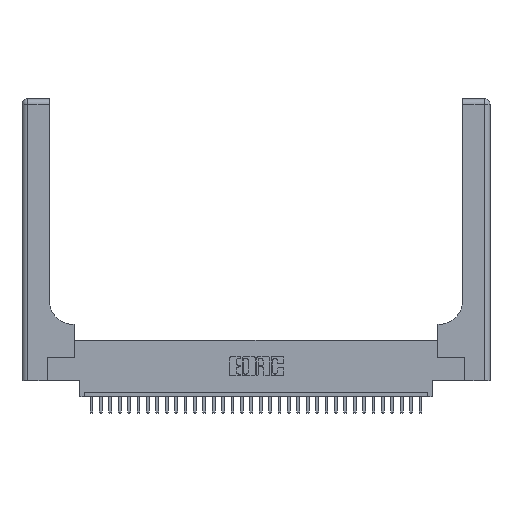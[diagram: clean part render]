
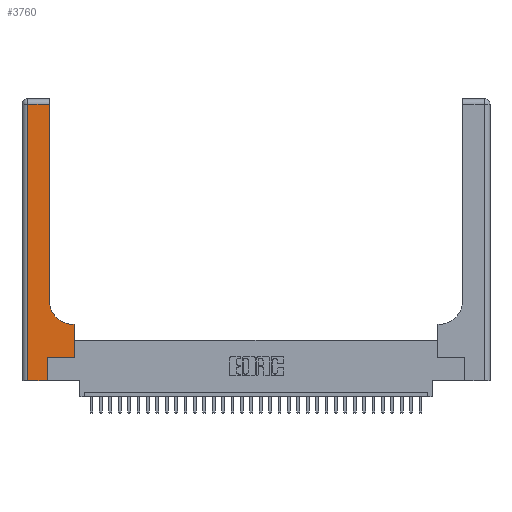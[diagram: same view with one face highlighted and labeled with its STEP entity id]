
A CAD part, top view. The second image highlights one B-rep face of the part: STEP entity #3760.
In plain terms, the highlighted planar face has unit normal (0, 0, 1).
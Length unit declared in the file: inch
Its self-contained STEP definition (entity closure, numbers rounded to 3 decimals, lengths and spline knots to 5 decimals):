
#201 = EDGE_LOOP ( 'NONE', ( #17874, #23146, #12790, #17035, #15385, #912, #23349, #6944, #14396 ) ) ;
#912 = ORIENTED_EDGE ( 'NONE', *, *, #30264, .T. ) ;
#1264 = VERTEX_POINT ( 'NONE', #15786 ) ;
#1320 = VECTOR ( 'NONE', #9096, 39.37008 ) ;
#1389 = VECTOR ( 'NONE', #24356, 39.37008 ) ;
#1429 = CARTESIAN_POINT ( 'NONE',  ( 0.06, 3., 0.37 ) ) ;
#2053 = CARTESIAN_POINT ( 'NONE',  ( 0.269, 0., 0.37 ) ) ;
#3003 = EDGE_CURVE ( 'NONE', #19490, #27394, #8705, .T. ) ;
#3397 = CARTESIAN_POINT ( 'NONE',  ( 0.5585, 0.6, 0.37 ) ) ;
#3646 = CARTESIAN_POINT ( 'NONE',  ( 0.5585, 0.25, 0.37 ) ) ;
#3760 = ADVANCED_FACE ( 'NONE', ( #14098 ), #12087, .F. ) ;
#4140 = DIRECTION ( 'NONE',  ( 1., 0., 0. ) ) ;
#5275 = CARTESIAN_POINT ( 'NONE',  ( 0.06, 0., 0.37 ) ) ;
#6730 = EDGE_CURVE ( 'NONE', #31321, #28205, #33210, .T. ) ;
#6853 = VECTOR ( 'NONE', #29171, 39.37008 ) ;
#6944 = ORIENTED_EDGE ( 'NONE', *, *, #24618, .T. ) ;
#7833 = VERTEX_POINT ( 'NONE', #20318 ) ;
#8210 = CARTESIAN_POINT ( 'NONE',  ( 0., 3., 0.37 ) ) ;
#8297 = DIRECTION ( 'NONE',  ( 1., 0., 0. ) ) ;
#8597 = DIRECTION ( 'NONE',  ( 0., 1., 0. ) ) ;
#8705 = LINE ( 'NONE', #1429, #29584 ) ;
#8796 = CARTESIAN_POINT ( 'NONE',  ( 0.2915, 0.6, 0.37 ) ) ;
#9096 = DIRECTION ( 'NONE',  ( -1., 0., 0. ) ) ;
#9117 = EDGE_CURVE ( 'NONE', #27394, #14558, #14182, .T. ) ;
#9941 = EDGE_CURVE ( 'NONE', #14558, #21734, #32994, .T. ) ;
#10230 = EDGE_CURVE ( 'NONE', #11411, #1264, #31325, .T. ) ;
#10323 = AXIS2_PLACEMENT_3D ( 'NONE', #8210, #28538, #21165 ) ;
#11411 = VERTEX_POINT ( 'NONE', #12754 ) ;
#12087 = PLANE ( 'NONE',  #10323 ) ;
#12499 = VECTOR ( 'NONE', #20138, 39.37008 ) ;
#12754 = CARTESIAN_POINT ( 'NONE',  ( 0.5415, 0.6, 0.37 ) ) ;
#12790 = ORIENTED_EDGE ( 'NONE', *, *, #3003, .T. ) ;
#13741 = LINE ( 'NONE', #19126, #6853 ) ;
#14030 = CARTESIAN_POINT ( 'NONE',  ( 0.2915, 3., 0.37 ) ) ;
#14098 = FACE_OUTER_BOUND ( 'NONE', #201, .T. ) ;
#14182 = LINE ( 'NONE', #32049, #23017 ) ;
#14396 = ORIENTED_EDGE ( 'NONE', *, *, #10230, .T. ) ;
#14558 = VERTEX_POINT ( 'NONE', #26797 ) ;
#15336 = CARTESIAN_POINT ( 'NONE',  ( 0.269, 0.25, 0.37 ) ) ;
#15385 = ORIENTED_EDGE ( 'NONE', *, *, #9941, .T. ) ;
#15697 = AXIS2_PLACEMENT_3D ( 'NONE', #16343, #23714, #8297 ) ;
#15786 = CARTESIAN_POINT ( 'NONE',  ( 0.2915, 0.85, 0.37 ) ) ;
#16343 = CARTESIAN_POINT ( 'NONE',  ( 0.5415, 0.85, 0.37 ) ) ;
#17035 = ORIENTED_EDGE ( 'NONE', *, *, #9117, .T. ) ;
#17874 = ORIENTED_EDGE ( 'NONE', *, *, #24305, .T. ) ;
#18233 = CARTESIAN_POINT ( 'NONE',  ( 0.269, 0.25, 0.37 ) ) ;
#18662 = LINE ( 'NONE', #8796, #1320 ) ;
#19126 = CARTESIAN_POINT ( 'NONE',  ( 0., 2.94, 0.37 ) ) ;
#19490 = VERTEX_POINT ( 'NONE', #26738 ) ;
#20138 = DIRECTION ( 'NONE',  ( 0., 1., 0. ) ) ;
#20318 = CARTESIAN_POINT ( 'NONE',  ( 0.2915, 2.94, 0.37 ) ) ;
#21165 = DIRECTION ( 'NONE',  ( -1., 0., 0. ) ) ;
#21734 = VERTEX_POINT ( 'NONE', #18233 ) ;
#23017 = VECTOR ( 'NONE', #4140, 39.37008 ) ;
#23146 = ORIENTED_EDGE ( 'NONE', *, *, #32649, .T. ) ;
#23349 = ORIENTED_EDGE ( 'NONE', *, *, #6730, .T. ) ;
#23463 = VECTOR ( 'NONE', #8597, 39.37008 ) ;
#23714 = DIRECTION ( 'NONE',  ( 0., 0., -1. ) ) ;
#24305 = EDGE_CURVE ( 'NONE', #1264, #7833, #24660, .T. ) ;
#24356 = DIRECTION ( 'NONE',  ( 0., 1., 0. ) ) ;
#24618 = EDGE_CURVE ( 'NONE', #28205, #11411, #18662, .T. ) ;
#24660 = LINE ( 'NONE', #14030, #23463 ) ;
#24709 = VECTOR ( 'NONE', #25489, 39.37008 ) ;
#25489 = DIRECTION ( 'NONE',  ( 1., 0., 0. ) ) ;
#26738 = CARTESIAN_POINT ( 'NONE',  ( 0.06, 2.94, 0.37 ) ) ;
#26797 = CARTESIAN_POINT ( 'NONE',  ( 0.269, 0., 0.37 ) ) ;
#27394 = VERTEX_POINT ( 'NONE', #5275 ) ;
#28205 = VERTEX_POINT ( 'NONE', #3397 ) ;
#28538 = DIRECTION ( 'NONE',  ( 0., 0., -1. ) ) ;
#29171 = DIRECTION ( 'NONE',  ( -1., 0., 0. ) ) ;
#29454 = DIRECTION ( 'NONE',  ( 0., -1., 0. ) ) ;
#29584 = VECTOR ( 'NONE', #29454, 39.37008 ) ;
#30264 = EDGE_CURVE ( 'NONE', #21734, #31321, #33183, .T. ) ;
#31321 = VERTEX_POINT ( 'NONE', #32299 ) ;
#31325 = CIRCLE ( 'NONE', #15697, 0.25 ) ;
#32049 = CARTESIAN_POINT ( 'NONE',  ( 0., 0., 0.37 ) ) ;
#32299 = CARTESIAN_POINT ( 'NONE',  ( 0.5585, 0.25, 0.37 ) ) ;
#32649 = EDGE_CURVE ( 'NONE', #7833, #19490, #13741, .T. ) ;
#32994 = LINE ( 'NONE', #2053, #12499 ) ;
#33183 = LINE ( 'NONE', #15336, #24709 ) ;
#33210 = LINE ( 'NONE', #3646, #1389 ) ;
